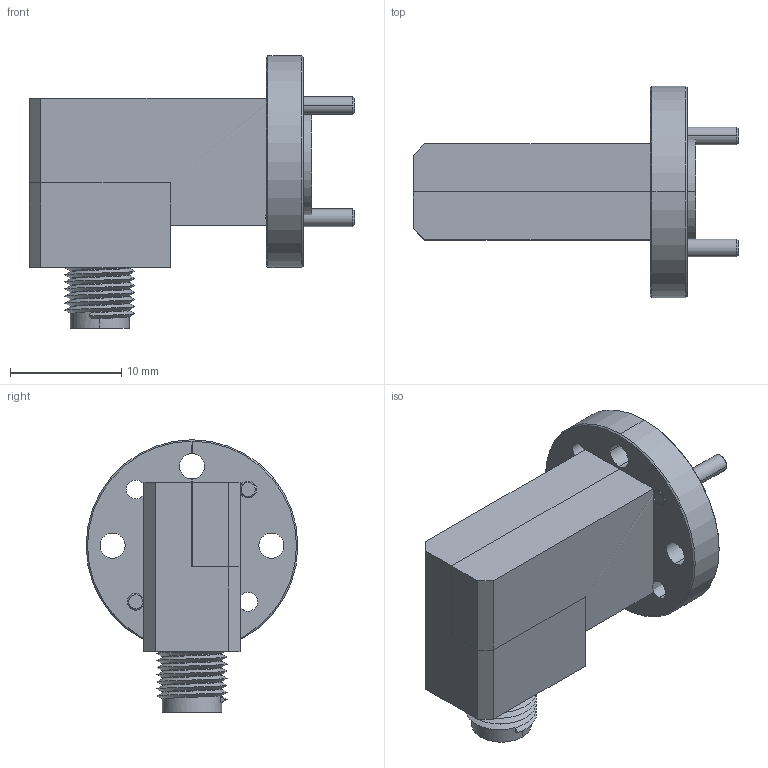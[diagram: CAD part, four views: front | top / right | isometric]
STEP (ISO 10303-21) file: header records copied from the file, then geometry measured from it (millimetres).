
FILE_DESCRIPTION (( 'STEP AP203' ), '1' );
FILE_NAME ('SFD-503753-15SF-P1.STEP', '2017-08-22T18:27:12', ( '' ), ( '' ), 'SwSTEP 2.0', 'SolidWorks 2013', '' );
FILE_SCHEMA (( 'CONFIG_CONTROL_DESIGN' ));
Length unit declared in the file: inch
Products named in the file (1): SFD-503753-15SF-P1
Bounding box: 29.27 x 19.05 x 24.51 mm (x, y, z)
Surface area: 2224.5 mm2 (no closed solid volume)
Topology: 0 solids, 5 shells, 118 faces, 343 edges, 227 vertices
Faces by surface type: cylinder 55, plane 41, cone 20, bspline 2
Entity records: 4992 total; most frequent: CARTESIAN_POINT 1857, DIRECTION 651, ORIENTED_EDGE 601, EDGE_CURVE 343, AXIS2_PLACEMENT_3D 229, VERTEX_POINT 227, LINE 193, VECTOR 193
